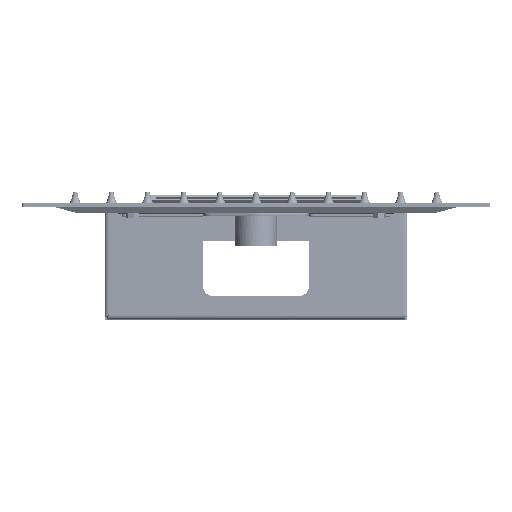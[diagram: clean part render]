
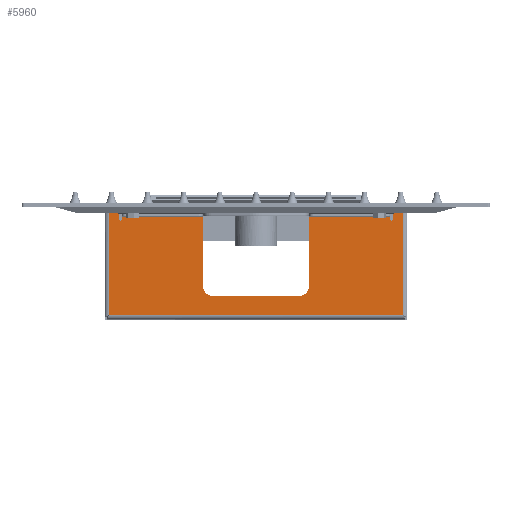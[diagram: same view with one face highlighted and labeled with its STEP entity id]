
A CAD part, left-side view. The second image highlights one B-rep face of the part: STEP entity #5960.
In plain terms, the highlighted planar face has unit normal (-1, 0, 0).
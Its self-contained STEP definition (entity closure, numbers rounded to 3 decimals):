
#5960=ADVANCED_FACE('',(#14267),#14268,.T.);
#14267=FACE_OUTER_BOUND('',#24159,.T.);
#14268=PLANE('',#24160);
#24159=EDGE_LOOP('',(#41137,#41138,#41139,#41140,#41141,#41142,#41143,#41144,#41145,#41146,#41147,#41148,#41149,#41150,#41151,#41152,#41153,#41154,#41155,#41156));
#24160=AXIS2_PLACEMENT_3D('',#41157,#41158,#41159);
#41137=ORIENTED_EDGE('',*,*,#54228,.T.);
#41138=ORIENTED_EDGE('',*,*,#54229,.T.);
#41139=ORIENTED_EDGE('',*,*,#54230,.T.);
#41140=ORIENTED_EDGE('',*,*,#54231,.T.);
#41141=ORIENTED_EDGE('',*,*,#54232,.T.);
#41142=ORIENTED_EDGE('',*,*,#54233,.T.);
#41143=ORIENTED_EDGE('',*,*,#54234,.T.);
#41144=ORIENTED_EDGE('',*,*,#54235,.T.);
#41145=ORIENTED_EDGE('',*,*,#54236,.T.);
#41146=ORIENTED_EDGE('',*,*,#54237,.T.);
#41147=ORIENTED_EDGE('',*,*,#54238,.T.);
#41148=ORIENTED_EDGE('',*,*,#54239,.T.);
#41149=ORIENTED_EDGE('',*,*,#54240,.T.);
#41150=ORIENTED_EDGE('',*,*,#54241,.T.);
#41151=ORIENTED_EDGE('',*,*,#54242,.T.);
#41152=ORIENTED_EDGE('',*,*,#54243,.T.);
#41153=ORIENTED_EDGE('',*,*,#54244,.T.);
#41154=ORIENTED_EDGE('',*,*,#54245,.T.);
#41155=ORIENTED_EDGE('',*,*,#51122,.T.);
#41156=ORIENTED_EDGE('',*,*,#54246,.T.);
#41157=CARTESIAN_POINT('',(-11.668,83.044,-0.196));
#41158=DIRECTION('',(-1.0,0.0,0.0));
#41159=DIRECTION('',(0.0,0.0,1.0));
#51122=EDGE_CURVE('',#59469,#59467,#59470,.T.);
#54228=EDGE_CURVE('',#64266,#64267,#64268,.T.);
#54229=EDGE_CURVE('',#64267,#64269,#64270,.T.);
#54230=EDGE_CURVE('',#64269,#64271,#64272,.T.);
#54231=EDGE_CURVE('',#64271,#64273,#64274,.T.);
#54232=EDGE_CURVE('',#64273,#64275,#64276,.T.);
#54233=EDGE_CURVE('',#64275,#64277,#64278,.T.);
#54234=EDGE_CURVE('',#64277,#64279,#64280,.T.);
#54235=EDGE_CURVE('',#64279,#64281,#64282,.T.);
#54236=EDGE_CURVE('',#64281,#64283,#64284,.T.);
#54237=EDGE_CURVE('',#64283,#64285,#64286,.T.);
#54238=EDGE_CURVE('',#64285,#64287,#64288,.T.);
#54239=EDGE_CURVE('',#64287,#58644,#64289,.T.);
#54240=EDGE_CURVE('',#58644,#58650,#64290,.T.);
#54241=EDGE_CURVE('',#58650,#64291,#64292,.T.);
#54242=EDGE_CURVE('',#64291,#64293,#64294,.T.);
#54243=EDGE_CURVE('',#64293,#64295,#64296,.T.);
#54244=EDGE_CURVE('',#64295,#64297,#64298,.T.);
#54245=EDGE_CURVE('',#64297,#59469,#64299,.T.);
#54246=EDGE_CURVE('',#59467,#64266,#64300,.T.);
#58644=VERTEX_POINT('',#73162);
#58650=VERTEX_POINT('',#73169);
#59467=VERTEX_POINT('',#74929);
#59469=VERTEX_POINT('',#74931);
#59470=LINE('',#74932,#74933);
#64266=VERTEX_POINT('',#80172);
#64267=VERTEX_POINT('',#80173);
#64268=LINE('',#80174,#80175);
#64269=VERTEX_POINT('',#80176);
#64270=CIRCLE('',#80177,5.);
#64271=VERTEX_POINT('',#80178);
#64272=LINE('',#80179,#80180);
#64273=VERTEX_POINT('',#80181);
#64274=CIRCLE('',#80182,5.);
#64275=VERTEX_POINT('',#80183);
#64276=LINE('',#80184,#80185);
#64277=VERTEX_POINT('',#80186);
#64278=LINE('',#80187,#80188);
#64279=VERTEX_POINT('',#80189);
#64280=LINE('',#80190,#80191);
#64281=VERTEX_POINT('',#80192);
#64282=CIRCLE('',#80193,0.5);
#64283=VERTEX_POINT('',#80194);
#64284=LINE('',#80195,#80196);
#64285=VERTEX_POINT('',#80197);
#64286=CIRCLE('',#80198,1.);
#64287=VERTEX_POINT('',#80199);
#64288=LINE('',#80200,#80201);
#64289=LINE('',#80202,#80203);
#64290=LINE('',#80204,#80205);
#64291=VERTEX_POINT('',#80206);
#64292=LINE('',#80207,#80208);
#64293=VERTEX_POINT('',#80209);
#64294=LINE('',#80210,#80211);
#64295=VERTEX_POINT('',#80212);
#64296=CIRCLE('',#80213,1.);
#64297=VERTEX_POINT('',#80214);
#64298=LINE('',#80215,#80216);
#64299=CIRCLE('',#80217,0.5);
#64300=LINE('',#80218,#80219);
#73162=CARTESIAN_POINT('',(-11.668,69.2,-53.));
#73169=CARTESIAN_POINT('',(-11.668,-69.2,-53.));
#74929=CARTESIAN_POINT('',(-11.668,-63.2,-7.));
#74931=CARTESIAN_POINT('',(-11.668,-63.2,-8.));
#74932=CARTESIAN_POINT('',(-11.668,-63.2,-7.5));
#74933=VECTOR('',#85393,1.0);
#80172=CARTESIAN_POINT('',(-11.668,-25.,-7.));
#80173=CARTESIAN_POINT('',(-11.668,-25.,-39.));
#80174=CARTESIAN_POINT('',(-11.668,-25.,-23.));
#80175=VECTOR('',#90356,1.0);
#80176=CARTESIAN_POINT('',(-11.668,-20.,-44.));
#80177=AXIS2_PLACEMENT_3D('',#90357,#90358,#90359);
#80178=CARTESIAN_POINT('',(-11.668,20.,-44.));
#80179=CARTESIAN_POINT('',(-11.668,0.,-44.));
#80180=VECTOR('',#90360,1.0);
#80181=CARTESIAN_POINT('',(-11.668,25.,-39.));
#80182=AXIS2_PLACEMENT_3D('',#90361,#90362,#90363);
#80183=CARTESIAN_POINT('',(-11.668,25.,-7.));
#80184=CARTESIAN_POINT('',(-11.668,25.,-23.));
#80185=VECTOR('',#90364,1.0);
#80186=CARTESIAN_POINT('',(-11.668,63.2,-7.));
#80187=CARTESIAN_POINT('',(-11.668,44.1,-7.));
#80188=VECTOR('',#90365,1.0);
#80189=CARTESIAN_POINT('',(-11.668,63.2,-8.));
#80190=CARTESIAN_POINT('',(-11.668,63.2,-7.5));
#80191=VECTOR('',#90366,1.0);
#80192=CARTESIAN_POINT('',(-11.668,64.2,-8.));
#80193=AXIS2_PLACEMENT_3D('',#90367,#90368,#90369);
#80194=CARTESIAN_POINT('',(-11.668,64.2,-6.));
#80195=CARTESIAN_POINT('',(-11.668,64.2,-7.));
#80196=VECTOR('',#90370,1.0);
#80197=CARTESIAN_POINT('',(-11.668,65.2,-5.));
#80198=AXIS2_PLACEMENT_3D('',#90371,#90372,#90373);
#80199=CARTESIAN_POINT('',(-11.668,69.2,-5.));
#80200=CARTESIAN_POINT('',(-11.668,67.2,-5.));
#80201=VECTOR('',#90374,1.0);
#80202=CARTESIAN_POINT('',(-11.668,69.2,-29.));
#80203=VECTOR('',#90375,1.0);
#80204=CARTESIAN_POINT('',(-11.668,0.,-53.));
#80205=VECTOR('',#90376,1.0);
#80206=CARTESIAN_POINT('',(-11.668,-69.2,-5.));
#80207=CARTESIAN_POINT('',(-11.668,-69.2,-29.));
#80208=VECTOR('',#90377,1.0);
#80209=CARTESIAN_POINT('',(-11.668,-65.2,-5.));
#80210=CARTESIAN_POINT('',(-11.668,-67.2,-5.));
#80211=VECTOR('',#90378,1.0);
#80212=CARTESIAN_POINT('',(-11.668,-64.2,-6.));
#80213=AXIS2_PLACEMENT_3D('',#90379,#90380,#90381);
#80214=CARTESIAN_POINT('',(-11.668,-64.2,-8.));
#80215=CARTESIAN_POINT('',(-11.668,-64.2,-7.));
#80216=VECTOR('',#90382,1.0);
#80217=AXIS2_PLACEMENT_3D('',#90383,#90384,#90385);
#80218=CARTESIAN_POINT('',(-11.668,-44.1,-7.));
#80219=VECTOR('',#90386,1.0);
#85393=DIRECTION('',(0.,0.,1.0));
#90356=DIRECTION('',(0.,0.,-1.0));
#90357=CARTESIAN_POINT('',(-11.668,-20.,-39.));
#90358=DIRECTION('',(1.0,0.,0.));
#90359=DIRECTION('',(0.,-1.0,0.));
#90360=DIRECTION('',(0.,1.0,0.0));
#90361=CARTESIAN_POINT('',(-11.668,20.,-39.));
#90362=DIRECTION('',(1.0,0.,0.));
#90363=DIRECTION('',(0.,0.,-1.0));
#90364=DIRECTION('',(0.,0.,1.0));
#90365=DIRECTION('',(0.,1.0,0.0));
#90366=DIRECTION('',(0.,0.,-1.0));
#90367=CARTESIAN_POINT('',(-11.668,63.7,-8.));
#90368=DIRECTION('',(1.0,0.,0.));
#90369=DIRECTION('',(0.,-1.0,0.));
#90370=DIRECTION('',(0.0,0.,1.0));
#90371=CARTESIAN_POINT('',(-11.668,65.2,-6.));
#90372=DIRECTION('',(-1.0,0.,0.));
#90373=DIRECTION('',(0.,0.0,1.0));
#90374=DIRECTION('',(0.0,1.0,0.0));
#90375=DIRECTION('',(0.,0.,-1.0));
#90376=DIRECTION('',(0.,-1.0,0.0));
#90377=DIRECTION('',(0.,0.,1.0));
#90378=DIRECTION('',(0.,1.0,0.0));
#90379=CARTESIAN_POINT('',(-11.668,-65.2,-6.));
#90380=DIRECTION('',(-1.0,0.,0.));
#90381=DIRECTION('',(0.,0.,1.0));
#90382=DIRECTION('',(0.0,0.,-1.0));
#90383=CARTESIAN_POINT('',(-11.668,-63.7,-8.));
#90384=DIRECTION('',(1.0,0.,0.));
#90385=DIRECTION('',(0.,-1.0,0.));
#90386=DIRECTION('',(0.,1.0,0.0));
